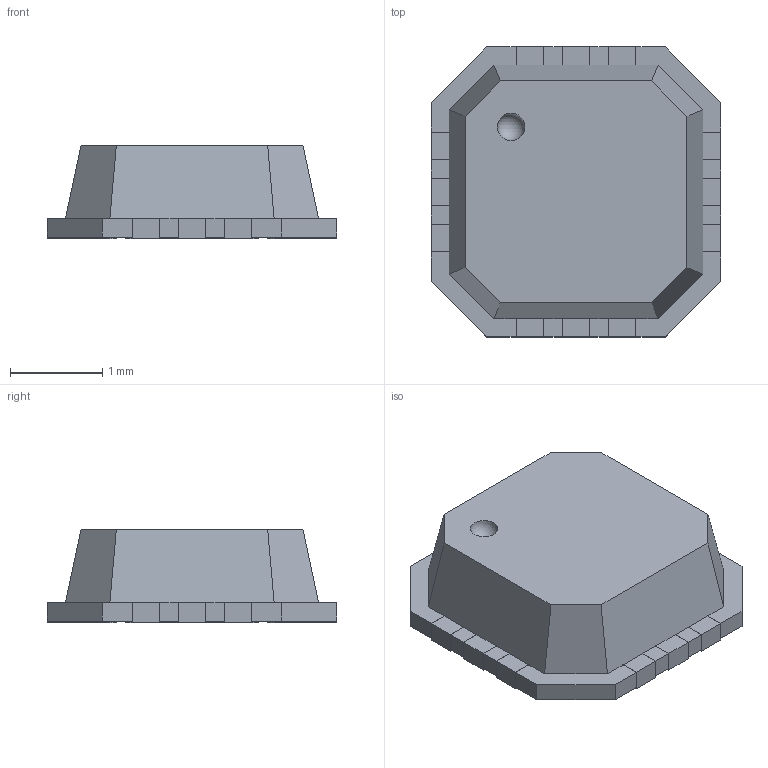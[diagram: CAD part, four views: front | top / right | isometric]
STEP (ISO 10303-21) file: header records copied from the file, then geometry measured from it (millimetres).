
FILE_DESCRIPTION((''),'2;1');
FILE_NAME('LFCSP_VQ-12_ANALOG','2010-10-21T',('Simon'),(''),'PRO/ENGINEER BY PARAMETRIC TECHNOLOGY CORPORATION, 2008400','PRO/ENGINEER BY PARAMETRIC TECHNOLOGY CORPORATION, 2008400','');
FILE_SCHEMA(('AUTOMOTIVE_DESIGN_CC2 { 1 2 10303 214 -1 1 5 2 }'));
Length unit declared in the file: millimetre
Products named in the file (1): LFCSP_VQ-12_ANALOG
Bounding box: 3.15 x 3.15 x 1.02 mm (x, y, z)
Volume: 0 mm3; surface area: 45.6 mm2
Topology: 1 solids, 14 shells, 230 faces, 580 edges, 378 vertices
Faces by surface type: plane 173, cylinder 56, sphere 1
Entity records: 8978 total; most frequent: CARTESIAN_POINT 1187, ORIENTED_EDGE 1156, DIRECTION 1154, PRESENTATION_STYLE_ASSIGNMENT 635, STYLED_ITEM 592, CURVE_STYLE 578, EDGE_CURVE 578, VECTOR 464
